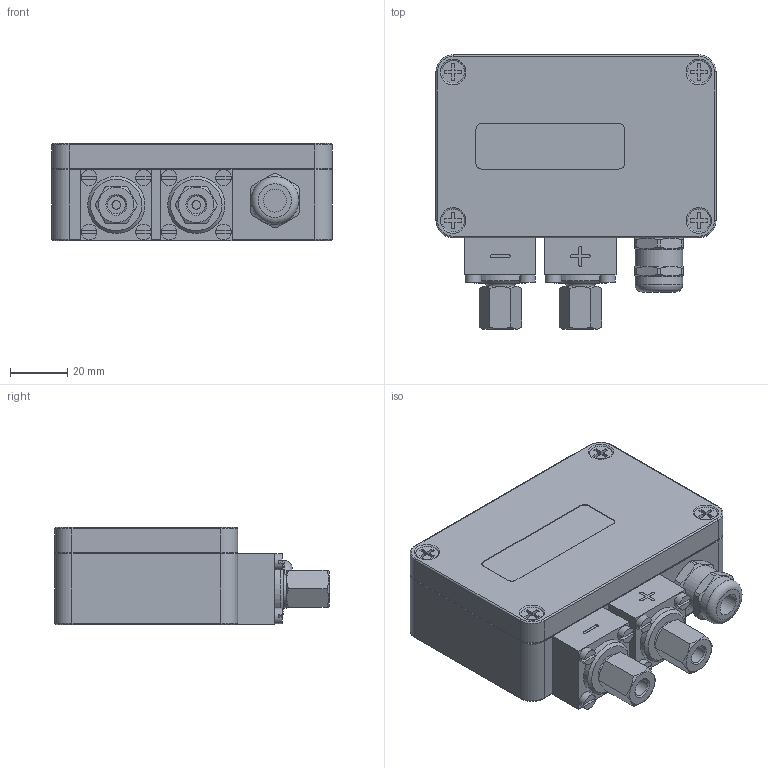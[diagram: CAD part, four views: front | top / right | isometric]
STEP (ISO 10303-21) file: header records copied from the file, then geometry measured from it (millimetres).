
FILE_DESCRIPTION(/* description */ ('','CAx-IF Rec.Pracs.---Representation and Presentation of Product Manufacturing Information (PMI)---3.8---2014-02-18'),/* implementation_level */ '2;1');
FILE_NAME(/* name */ 'SH.stp',/* time_stamp */ '2017-10-10T15:57:47+02:00',/* author */ ('FTAK'),/* organization */ (''),/* preprocessor_version */ 'ST-DEVELOPER v16.5',/* originating_system */ 'Autodesk Inventor 2017',/* authorisation */ '');
FILE_SCHEMA (('AP242_MANAGED_MODEL_BASED_3D_ENGINEERING_MIM_LF { 1 0 10303 442 1 1 4 }'));
Length unit declared in the file: millimetre
Products named in the file (1): SP
Bounding box: 98 x 96 x 34 mm (x, y, z)
Volume: 232325 mm3; surface area: 51009.1 mm2
Topology: 7 solids, 7 shells, 317 faces, 747 edges, 483 vertices
Faces by surface type: plane 187, cylinder 89, torus 23, cone 18
Full cylindrical faces by diameter (mm): 3 x2, 4 x4, 4.25 x8, 4.4 x2, 5.5 x8, 6 x4, 6.25 x4, 8 x1, 9.25 x2, 9.75 x2, 12 x2, 16.7 x2, 20 x2
Entity records: 8591 total; most frequent: CARTESIAN_POINT 1534, DIRECTION 1488, ORIENTED_EDGE 1316, EDGE_CURVE 658, AXIS2_PLACEMENT_3D 560, VERTEX_POINT 462, EDGE_LOOP 446, LINE 368
